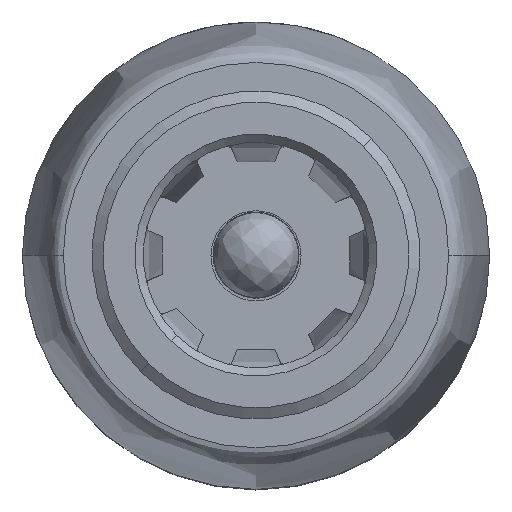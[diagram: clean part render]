
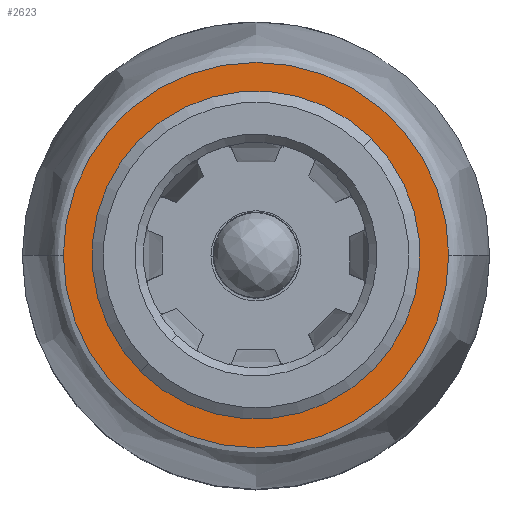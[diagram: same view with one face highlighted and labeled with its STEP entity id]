
A CAD part, top view. The second image highlights one B-rep face of the part: STEP entity #2623.
In plain terms, the highlighted face is planar.
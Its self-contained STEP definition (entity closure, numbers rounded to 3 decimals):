
#523 = CARTESIAN_POINT ( 'NONE',  ( 0., -4.7, 0. ) ) ;
#555 = AXIS2_PLACEMENT_3D ( 'NONE', #7290, #4484, #23944 ) ;
#601 = EDGE_CURVE ( 'NONE', #22721, #28559, #22413, .T. ) ;
#1810 = CARTESIAN_POINT ( 'NONE',  ( 0., 0., 0. ) ) ;
#1958 = EDGE_CURVE ( 'NONE', #2556, #23170, #31667, .T. ) ;
#2082 = FACE_BOUND ( 'NONE', #10855, .T. ) ;
#2556 = VERTEX_POINT ( 'NONE', #523 ) ;
#2623 = ADVANCED_FACE ( 'NONE', ( #2082, #7675 ), #24871, .F. ) ;
#4484 = DIRECTION ( 'NONE',  ( 1., 0., 0. ) ) ;
#5094 = ORIENTED_EDGE ( 'NONE', *, *, #13606, .F. ) ;
#7290 = CARTESIAN_POINT ( 'NONE',  ( 0., 0., 0. ) ) ;
#7675 = FACE_OUTER_BOUND ( 'NONE', #17032, .T. ) ;
#8666 = CARTESIAN_POINT ( 'NONE',  ( 0., 0., 0. ) ) ;
#10855 = EDGE_LOOP ( 'NONE', ( #28049, #29051 ) ) ;
#12844 = CIRCLE ( 'NONE', #35920, 3.5 ) ;
#13606 = EDGE_CURVE ( 'NONE', #23170, #2556, #35039, .T. ) ;
#13980 = CARTESIAN_POINT ( 'NONE',  ( 0., 0., -3.5 ) ) ;
#15667 = AXIS2_PLACEMENT_3D ( 'NONE', #18524, #16097, #35747 ) ;
#15782 = DIRECTION ( 'NONE',  ( -1., 0., 0. ) ) ;
#16097 = DIRECTION ( 'NONE',  ( -1., 0., 0. ) ) ;
#16141 = CARTESIAN_POINT ( 'NONE',  ( 0., 0., 0. ) ) ;
#17032 = EDGE_LOOP ( 'NONE', ( #5094, #36319 ) ) ;
#18524 = CARTESIAN_POINT ( 'NONE',  ( 0., 0., 0. ) ) ;
#19933 = DIRECTION ( 'NONE',  ( 1., 0., 0. ) ) ;
#20845 = AXIS2_PLACEMENT_3D ( 'NONE', #1810, #32574, #26989 ) ;
#22413 = CIRCLE ( 'NONE', #555, 3.5 ) ;
#22675 = AXIS2_PLACEMENT_3D ( 'NONE', #16141, #15782, #27454 ) ;
#22721 = VERTEX_POINT ( 'NONE', #13980 ) ;
#23170 = VERTEX_POINT ( 'NONE', #23567 ) ;
#23567 = CARTESIAN_POINT ( 'NONE',  ( 0., 4.7, 0. ) ) ;
#23944 = DIRECTION ( 'NONE',  ( 0., 0., -1. ) ) ;
#24871 = PLANE ( 'NONE',  #22675 ) ;
#26989 = DIRECTION ( 'NONE',  ( 0., 0., 1. ) ) ;
#27454 = DIRECTION ( 'NONE',  ( 0., 0., 1. ) ) ;
#28049 = ORIENTED_EDGE ( 'NONE', *, *, #601, .F. ) ;
#28559 = VERTEX_POINT ( 'NONE', #33877 ) ;
#28964 = EDGE_CURVE ( 'NONE', #28559, #22721, #12844, .T. ) ;
#29051 = ORIENTED_EDGE ( 'NONE', *, *, #28964, .F. ) ;
#31427 = DIRECTION ( 'NONE',  ( 0., 0., -1. ) ) ;
#31667 = CIRCLE ( 'NONE', #15667, 4.7 ) ;
#32574 = DIRECTION ( 'NONE',  ( -1., 0., 0. ) ) ;
#33877 = CARTESIAN_POINT ( 'NONE',  ( 0., 0., 3.5 ) ) ;
#35039 = CIRCLE ( 'NONE', #20845, 4.7 ) ;
#35747 = DIRECTION ( 'NONE',  ( 0., 0., 1. ) ) ;
#35920 = AXIS2_PLACEMENT_3D ( 'NONE', #8666, #19933, #31427 ) ;
#36319 = ORIENTED_EDGE ( 'NONE', *, *, #1958, .F. ) ;
